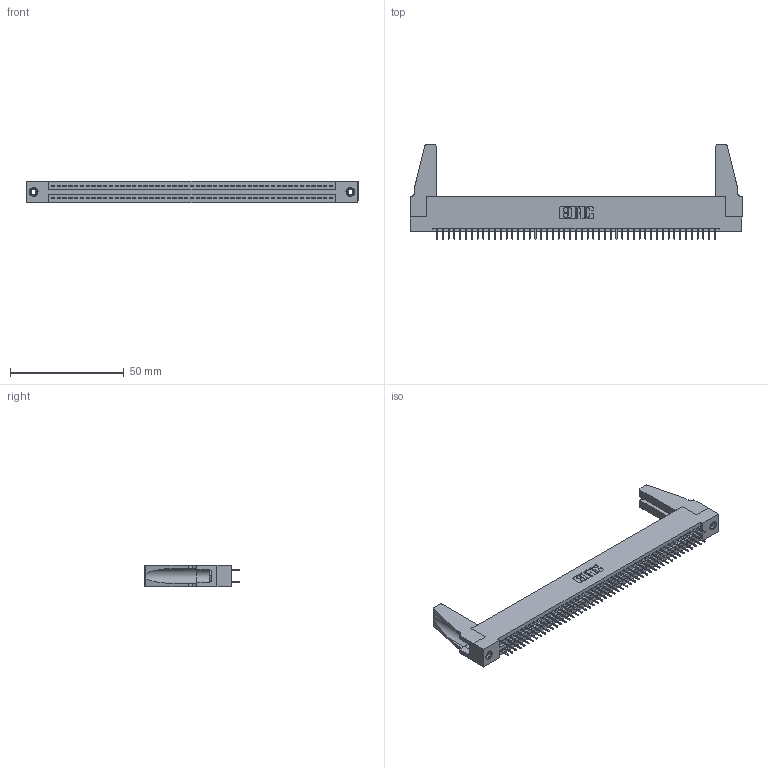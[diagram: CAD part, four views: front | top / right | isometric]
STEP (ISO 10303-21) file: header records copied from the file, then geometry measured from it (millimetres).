
FILE_DESCRIPTION (( 'STEP AP203' ), '1' );
FILE_NAME ('395-098-525-288.STEP', '2020-09-25T15:39:19', ( '' ), ( '' ), 'SwSTEP 2.0', 'SolidWorks 2020', '' );
FILE_SCHEMA (( 'CONFIG_CONTROL_DESIGN' ));
Length unit declared in the file: inch
Products named in the file (5): 345-250-001_345-250-001-102; 345 Part_Flush Mounting Lugs - 0.156 Dia-TH; 345-220-078_345-220-088; 395-098-525-288; 345-292-001_345-293-125
Assembly tree (103 placements, depth 2):
  395-098-525-288
    345 Part_Flush Mounting Lugs - 0.156 Dia-TH
    345-292-001_345-293-125  x98
    345-250-001_345-250-001-102  x2
    345-220-078_345-220-088  x2
Bounding box: 145.69 x 41.58 x 9.4 mm (x, y, z)
Volume: 17309 mm3; surface area: 23549.6 mm2
Topology: 103 solids, 103 shells, 5542 faces, 15649 edges, 10030 vertices
Faces by surface type: plane 3974, cylinder 1552, cone 12, torus 4
Entity records: 39726 total; most frequent: CARTESIAN_POINT 6646, ORIENTED_EDGE 6540, DIRECTION 5858, EDGE_CURVE 3270, LINE 2904, VECTOR 2904, VERTEX_POINT 2170, AXIS2_PLACEMENT_3D 1477
